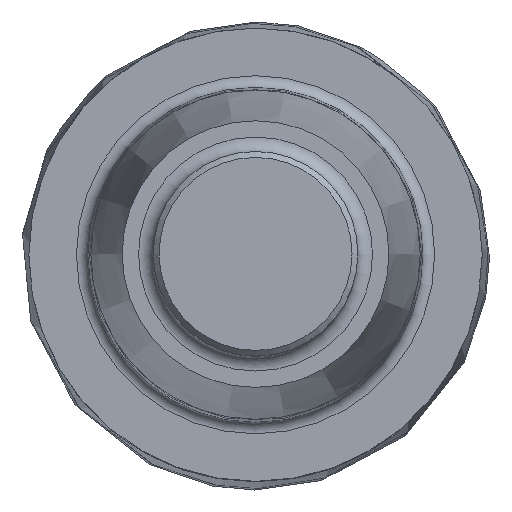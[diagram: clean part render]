
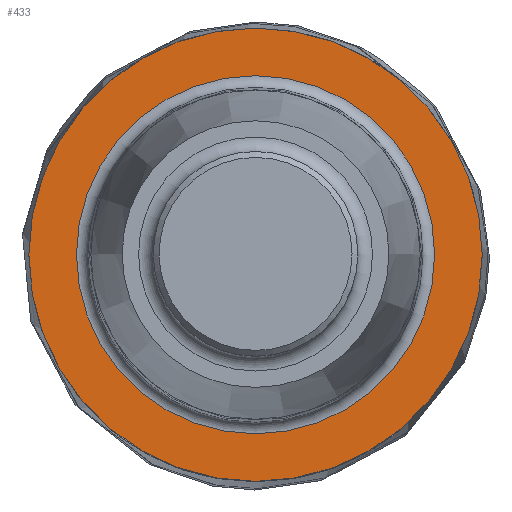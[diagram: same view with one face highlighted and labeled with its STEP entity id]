
A CAD part, top view. The second image highlights one B-rep face of the part: STEP entity #433.
In plain terms, the highlighted planar face has unit normal (0, 0, 1).
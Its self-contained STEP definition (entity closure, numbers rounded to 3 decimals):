
#144=PLANE('',#654);
#198=EDGE_LOOP('',(#260));
#199=EDGE_LOOP('',(#261));
#260=ORIENTED_EDGE('',*,*,#343,.T.);
#261=ORIENTED_EDGE('',*,*,#344,.T.);
#343=EDGE_CURVE('',#524,#524,#390,.T.);
#344=EDGE_CURVE('',#525,#525,#391,.T.);
#390=CIRCLE('',#652,6.124);
#391=CIRCLE('',#653,7.75);
#433=ADVANCED_FACE('CU_SU_2',(#486,#487),#144,.T.);
#486=FACE_BOUND('',#198,.T.);
#487=FACE_BOUND('',#199,.T.);
#524=VERTEX_POINT('',#5660);
#525=VERTEX_POINT('',#5662);
#652=AXIS2_PLACEMENT_3D('',#5659,#760,#761);
#653=AXIS2_PLACEMENT_3D('',#5661,#762,#763);
#654=AXIS2_PLACEMENT_3D('',#5663,#764,#765);
#760=DIRECTION('',(0.,0.,-1.));
#761=DIRECTION('',(1.,0.,0.));
#762=DIRECTION('',(0.,0.,1.));
#763=DIRECTION('',(1.,0.,0.));
#764=DIRECTION('',(0.,0.,1.));
#765=DIRECTION('',(1.,0.,0.));
#5659=CARTESIAN_POINT('',(0.,0.,0.));
#5660=CARTESIAN_POINT('',(6.124,0.,0.));
#5661=CARTESIAN_POINT('',(0.,0.,0.));
#5662=CARTESIAN_POINT('',(7.75,0.,0.));
#5663=CARTESIAN_POINT('',(-5.739,0.,0.));
